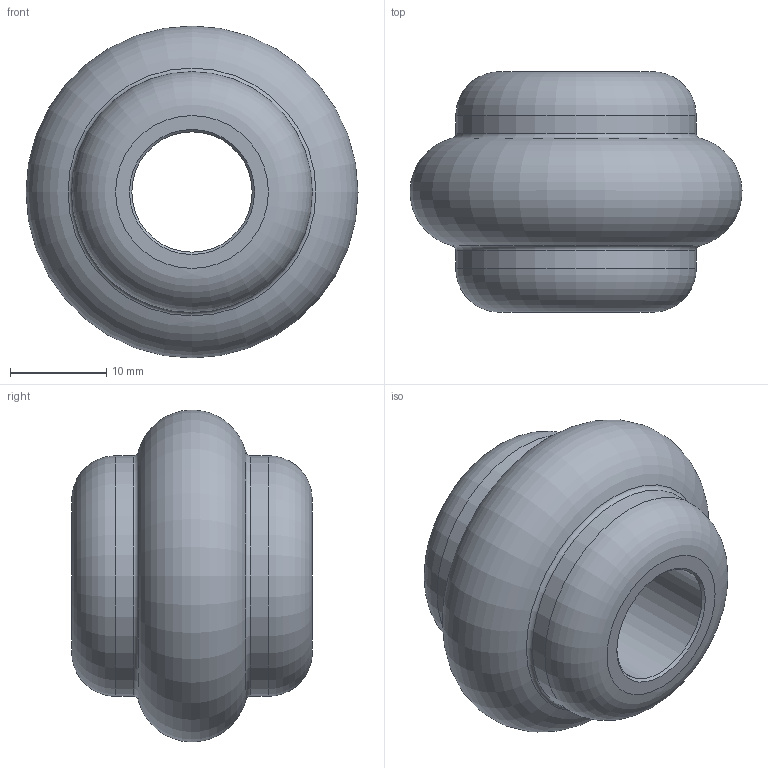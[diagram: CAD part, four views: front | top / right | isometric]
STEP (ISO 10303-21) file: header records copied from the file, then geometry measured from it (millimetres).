
FILE_DESCRIPTION (( 'STEP AP203' ), '1' );
FILE_NAME ('1380.STEP', '2024-10-22T13:54:10', ( '' ), ( '' ), 'SwSTEP 2.0', 'SolidWorks 2018', '' );
FILE_SCHEMA (( 'CONFIG_CONTROL_DESIGN' ));
Length unit declared in the file: millimetre
Products named in the file (1): 1380
Bounding box: 34.5 x 25 x 34.5 mm (x, y, z)
Volume: 12248.1 mm3; surface area: 4003.7 mm2
Topology: 1 solids, 1 shells, 12 faces, 24 edges, 14 vertices
Faces by surface type: torus 5, cylinder 3, plane 2, cone 2
Full cylindrical faces by diameter (mm): 12.5 x1, 25 x2
Entity records: 325 total; most frequent: DIRECTION 50, CARTESIAN_POINT 37, AXIS2_PLACEMENT_3D 25, EDGE_LOOP 24, ORIENTED_EDGE 24, FACE_OUTER_BOUND 20, EDGE_CURVE 12, CIRCLE 12
